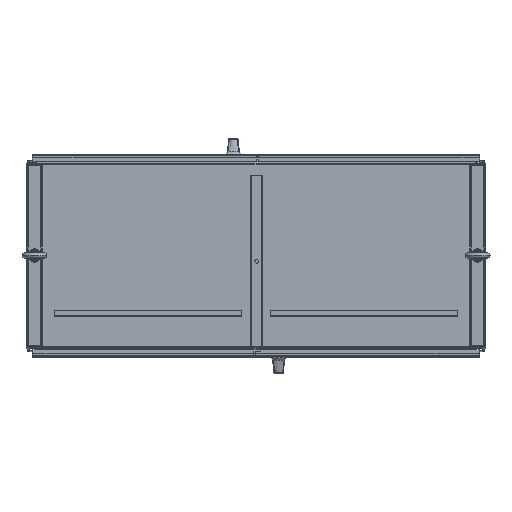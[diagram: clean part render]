
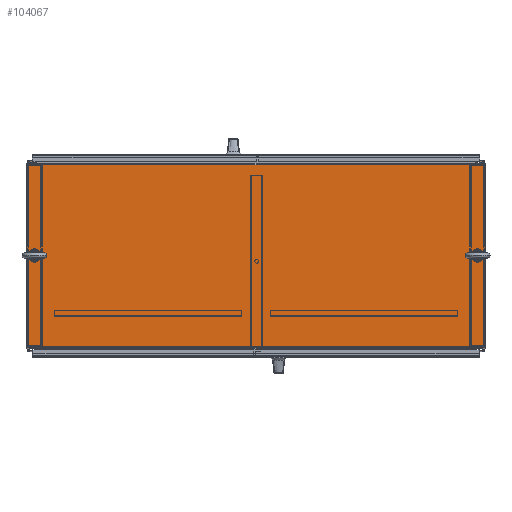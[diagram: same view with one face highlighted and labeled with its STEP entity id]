
A CAD part, top view. The second image highlights one B-rep face of the part: STEP entity #104067.
In plain terms, the highlighted planar face has unit normal (0, 0, 1).
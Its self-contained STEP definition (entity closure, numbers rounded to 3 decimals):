
#3087 = EDGE_LOOP ( 'NONE', ( #136197, #18479 ) ) ;
#7730 = DIRECTION ( 'NONE',  ( 1., 0., 0. ) ) ;
#9296 = CARTESIAN_POINT ( 'NONE',  ( 28.56, 0., 71.965 ) ) ;
#9336 = LINE ( 'NONE', #92483, #159552 ) ;
#9758 = FACE_BOUND ( 'NONE', #3087, .T. ) ;
#10817 = DIRECTION ( 'NONE',  ( 0., 1., 0. ) ) ;
#11188 = ORIENTED_EDGE ( 'NONE', *, *, #101986, .T. ) ;
#15112 = AXIS2_PLACEMENT_3D ( 'NONE', #135239, #24707, #52133 ) ;
#15328 = CARTESIAN_POINT ( 'NONE',  ( 29.31, 0., 71.965 ) ) ;
#17931 = CARTESIAN_POINT ( 'NONE',  ( -29.935, -11.887, 71.965 ) ) ;
#18479 = ORIENTED_EDGE ( 'NONE', *, *, #143005, .T. ) ;
#21030 = AXIS2_PLACEMENT_3D ( 'NONE', #68798, #46184, #131681 ) ;
#21055 = FACE_BOUND ( 'NONE', #58039, .T. ) ;
#24707 = DIRECTION ( 'NONE',  ( 0., 0., -1. ) ) ;
#29564 = EDGE_CURVE ( 'NONE', #146523, #69382, #99525, .T. ) ;
#29590 = CARTESIAN_POINT ( 'NONE',  ( -29.935, -12.03, 71.965 ) ) ;
#31353 = VERTEX_POINT ( 'NONE', #9296 ) ;
#32709 = DIRECTION ( 'NONE',  ( 1., 0., 0. ) ) ;
#34185 = EDGE_CURVE ( 'NONE', #57058, #140635, #46740, .T. ) ;
#34997 = VECTOR ( 'NONE', #10817, 39.37 ) ;
#46184 = DIRECTION ( 'NONE',  ( 0., 0., -1. ) ) ;
#46382 = CARTESIAN_POINT ( 'NONE',  ( 28.935, 0., 71.965 ) ) ;
#46740 = CIRCLE ( 'NONE', #21030, 0.375 ) ;
#46895 = DIRECTION ( 'NONE',  ( -1., 0., 0. ) ) ;
#48616 = CIRCLE ( 'NONE', #15112, 0.375 ) ;
#50111 = ORIENTED_EDGE ( 'NONE', *, *, #154457, .T. ) ;
#50845 = VECTOR ( 'NONE', #91702, 39.37 ) ;
#52133 = DIRECTION ( 'NONE',  ( 1., 0., 0. ) ) ;
#55358 = EDGE_CURVE ( 'NONE', #90909, #146523, #9336, .T. ) ;
#57058 = VERTEX_POINT ( 'NONE', #113912 ) ;
#58039 = EDGE_LOOP ( 'NONE', ( #122257, #116993 ) ) ;
#60587 = AXIS2_PLACEMENT_3D ( 'NONE', #142961, #130042, #80047 ) ;
#62970 = AXIS2_PLACEMENT_3D ( 'NONE', #46382, #143223, #32709 ) ;
#63022 = EDGE_CURVE ( 'NONE', #140635, #57058, #48616, .T. ) ;
#68798 = CARTESIAN_POINT ( 'NONE',  ( -28.935, 0., 71.965 ) ) ;
#69382 = VERTEX_POINT ( 'NONE', #108949 ) ;
#80047 = DIRECTION ( 'NONE',  ( 1., 0., 0. ) ) ;
#85638 = ORIENTED_EDGE ( 'NONE', *, *, #29564, .T. ) ;
#90596 = VERTEX_POINT ( 'NONE', #102239 ) ;
#90909 = VERTEX_POINT ( 'NONE', #17931 ) ;
#91702 = DIRECTION ( 'NONE',  ( 0., -1., 0. ) ) ;
#92483 = CARTESIAN_POINT ( 'NONE',  ( -29.935, -11.887, 71.965 ) ) ;
#99525 = LINE ( 'NONE', #121310, #34997 ) ;
#101986 = EDGE_CURVE ( 'NONE', #90596, #90909, #153805, .T. ) ;
#102239 = CARTESIAN_POINT ( 'NONE',  ( -29.935, 11.887, 71.965 ) ) ;
#104067 = ADVANCED_FACE ( 'NONE', ( #108122, #21055, #9758 ), #157373, .T. ) ;
#104321 = VERTEX_POINT ( 'NONE', #15328 ) ;
#108122 = FACE_OUTER_BOUND ( 'NONE', #133876, .T. ) ;
#108949 = CARTESIAN_POINT ( 'NONE',  ( 29.935, 11.887, 71.965 ) ) ;
#110483 = CARTESIAN_POINT ( 'NONE',  ( -28.56, 0., 71.965 ) ) ;
#111005 = EDGE_CURVE ( 'NONE', #104321, #31353, #158305, .T. ) ;
#113912 = CARTESIAN_POINT ( 'NONE',  ( -29.31, 0., 71.965 ) ) ;
#116993 = ORIENTED_EDGE ( 'NONE', *, *, #34185, .T. ) ;
#118475 = CARTESIAN_POINT ( 'NONE',  ( 29.935, -11.887, 71.965 ) ) ;
#121310 = CARTESIAN_POINT ( 'NONE',  ( 29.935, -12.03, 71.965 ) ) ;
#122257 = ORIENTED_EDGE ( 'NONE', *, *, #63022, .T. ) ;
#130011 = DIRECTION ( 'NONE',  ( 0., 0., 1. ) ) ;
#130021 = ORIENTED_EDGE ( 'NONE', *, *, #55358, .T. ) ;
#130042 = DIRECTION ( 'NONE',  ( 0., 0., -1. ) ) ;
#130152 = CIRCLE ( 'NONE', #60587, 0.375 ) ;
#131681 = DIRECTION ( 'NONE',  ( 1., 0., 0. ) ) ;
#133876 = EDGE_LOOP ( 'NONE', ( #11188, #130021, #85638, #50111 ) ) ;
#135239 = CARTESIAN_POINT ( 'NONE',  ( -28.935, 0., 71.965 ) ) ;
#136197 = ORIENTED_EDGE ( 'NONE', *, *, #111005, .T. ) ;
#138442 = AXIS2_PLACEMENT_3D ( 'NONE', #141339, #130011, #154235 ) ;
#140635 = VERTEX_POINT ( 'NONE', #110483 ) ;
#141339 = CARTESIAN_POINT ( 'NONE',  ( -29.935, -12.03, 71.965 ) ) ;
#142961 = CARTESIAN_POINT ( 'NONE',  ( 28.935, 0., 71.965 ) ) ;
#143005 = EDGE_CURVE ( 'NONE', #31353, #104321, #130152, .T. ) ;
#143223 = DIRECTION ( 'NONE',  ( 0., 0., -1. ) ) ;
#146523 = VERTEX_POINT ( 'NONE', #118475 ) ;
#152784 = VECTOR ( 'NONE', #46895, 39.37 ) ;
#153805 = LINE ( 'NONE', #29590, #50845 ) ;
#154235 = DIRECTION ( 'NONE',  ( 1., 0., 0. ) ) ;
#154457 = EDGE_CURVE ( 'NONE', #69382, #90596, #156607, .T. ) ;
#155826 = CARTESIAN_POINT ( 'NONE',  ( -29.935, 11.887, 71.965 ) ) ;
#156607 = LINE ( 'NONE', #155826, #152784 ) ;
#157373 = PLANE ( 'NONE',  #138442 ) ;
#158305 = CIRCLE ( 'NONE', #62970, 0.375 ) ;
#159552 = VECTOR ( 'NONE', #7730, 39.37 ) ;
